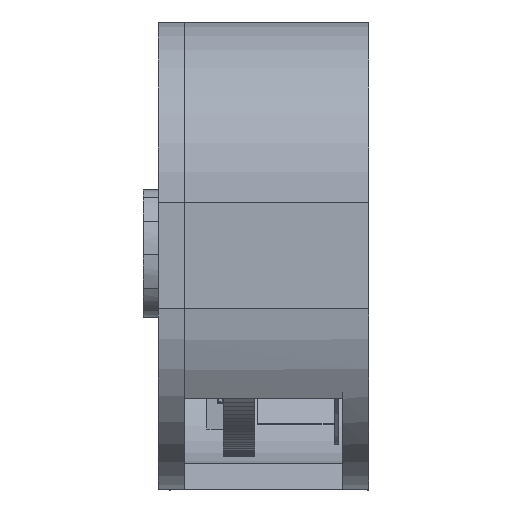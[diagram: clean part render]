
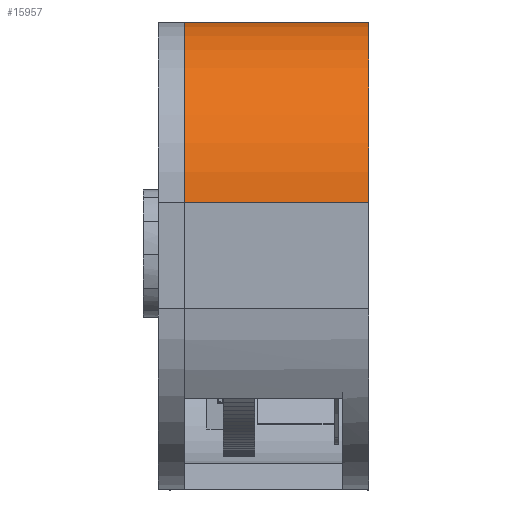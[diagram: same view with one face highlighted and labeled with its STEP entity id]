
A CAD part, left-side view. The second image highlights one B-rep face of the part: STEP entity #15957.
In plain terms, the highlighted cylindrical face has radius 9.417 mm (diameter 18.833 mm), a partial arc.
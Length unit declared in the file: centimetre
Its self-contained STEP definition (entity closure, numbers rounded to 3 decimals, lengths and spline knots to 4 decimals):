
#2190=LINE('',#24842,#3625);
#2220=LINE('',#24936,#3655);
#3625=VECTOR('',#20688,1.03);
#3655=VECTOR('',#20772,1.);
#5471=FACE_OUTER_BOUND('',#6658,.T.);
#6658=EDGE_LOOP('',(#13595,#13596,#13597,#13598));
#7205=CIRCLE('',#17291,0.9417);
#7223=CIRCLE('',#17345,0.9417);
#8201=VERTEX_POINT('',#24736);
#8202=VERTEX_POINT('',#24738);
#8239=VERTEX_POINT('',#24841);
#8256=VERTEX_POINT('',#24934);
#10018=EDGE_CURVE('',#8201,#8202,#7205,.T.);
#10071=EDGE_CURVE('',#8202,#8239,#2190,.F.);
#10109=EDGE_CURVE('',#8256,#8201,#2220,.T.);
#10110=EDGE_CURVE('',#8239,#8256,#7223,.T.);
#13595=ORIENTED_EDGE('',*,*,#10109,.F.);
#13596=ORIENTED_EDGE('',*,*,#10110,.F.);
#13597=ORIENTED_EDGE('',*,*,#10071,.F.);
#13598=ORIENTED_EDGE('',*,*,#10018,.F.);
#15059=CYLINDRICAL_SURFACE('',#17344,0.9417);
#15957=ADVANCED_FACE('',(#5471),#15059,.T.);
#17291=AXIS2_PLACEMENT_3D('',#24739,#20596,#20597);
#17344=AXIS2_PLACEMENT_3D('',#24937,#20773,#20774);
#17345=AXIS2_PLACEMENT_3D('',#24938,#20775,#20776);
#20596=DIRECTION('center_axis',(0.,1.,0.));
#20597=DIRECTION('ref_axis',(-0.999,0.,0.036));
#20688=DIRECTION('',(0.,1.,0.));
#20772=DIRECTION('',(0.,1.,0.));
#20773=DIRECTION('center_axis',(0.,-1.,0.));
#20774=DIRECTION('ref_axis',(-0.999,0.,0.036));
#20775=DIRECTION('center_axis',(0.,-1.,0.));
#20776=DIRECTION('ref_axis',(-0.999,0.,0.036));
#24736=CARTESIAN_POINT('',(-2.8443,0.2712,-0.376));
#24738=CARTESIAN_POINT('',(-1.9652,0.2712,0.5324));
#24739=CARTESIAN_POINT('Origin',(-1.9031,0.2712,-0.4072));
#24841=CARTESIAN_POINT('',(-1.9652,-0.7311,0.5324));
#24842=CARTESIAN_POINT('',(-1.9652,0.195,0.5324));
#24934=CARTESIAN_POINT('',(-2.8443,-0.7311,-0.376));
#24936=CARTESIAN_POINT('',(-2.8443,0.195,-0.376));
#24937=CARTESIAN_POINT('Origin',(-1.9031,0.195,-0.4072));
#24938=CARTESIAN_POINT('Origin',(-1.9031,-0.7311,-0.4072));
